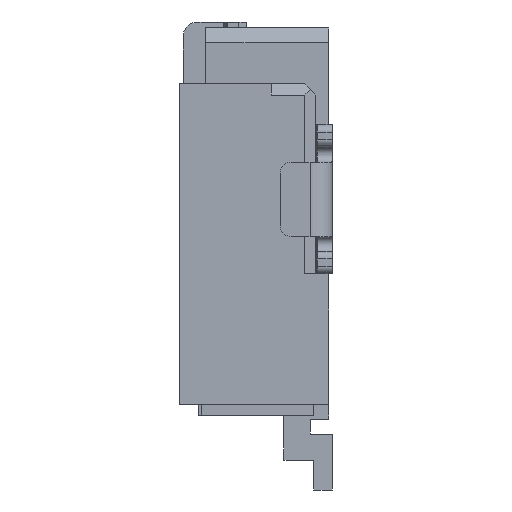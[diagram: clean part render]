
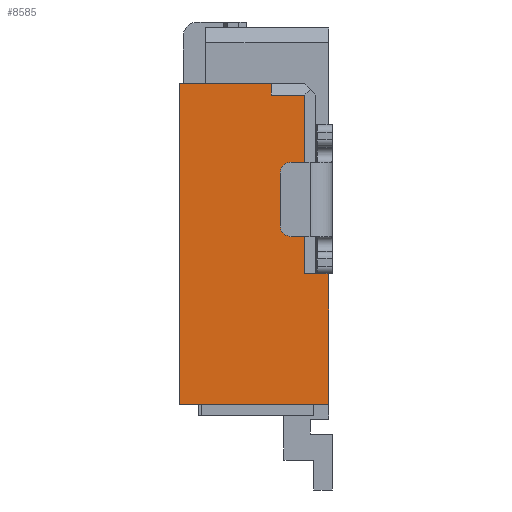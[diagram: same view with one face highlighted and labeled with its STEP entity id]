
A CAD part, left-side view. The second image highlights one B-rep face of the part: STEP entity #8585.
In plain terms, the highlighted planar face has unit normal (-1, 0, 0).
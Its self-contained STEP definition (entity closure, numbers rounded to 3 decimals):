
#4=DIRECTION('',(0.,-1.,0.));
#5=VECTOR('',#4,0.15);
#6=CARTESIAN_POINT('',(-3.65,-0.552,-3.38));
#7=LINE('',#6,#5);
#12=DIRECTION('',(0.,0.,-1.));
#13=VECTOR('',#12,1.75);
#14=CARTESIAN_POINT('',(-3.65,-0.702,-3.38));
#15=LINE('',#14,#13);
#19=DIRECTION('',(0.,1.,0.));
#20=VECTOR('',#19,2.);
#21=CARTESIAN_POINT('',(-3.65,-0.702,-5.13));
#22=LINE('',#21,#20);
#26=DIRECTION('',(0.,0.,1.));
#27=VECTOR('',#26,4.3);
#28=CARTESIAN_POINT('',(-3.65,1.298,-5.13));
#29=LINE('',#28,#27);
#33=DIRECTION('',(0.,-1.,0.));
#34=VECTOR('',#33,1.23);
#35=CARTESIAN_POINT('',(-3.65,1.298,-0.83));
#36=LINE('',#35,#34);
#40=DIRECTION('',(0.,0.,1.));
#41=VECTOR('',#40,0.15);
#42=CARTESIAN_POINT('',(-3.65,0.068,-0.98));
#43=LINE('',#42,#41);
#47=DIRECTION('',(0.,1.,0.));
#48=VECTOR('',#47,0.45);
#49=CARTESIAN_POINT('',(-3.65,-0.382,-0.98));
#50=LINE('',#49,#48);
#54=DIRECTION('',(0.,0.,1.));
#55=VECTOR('',#54,2.4);
#56=CARTESIAN_POINT('',(-3.65,-0.382,-3.38));
#57=LINE('',#56,#55);
#61=DIRECTION('',(0.,-1.,0.));
#62=VECTOR('',#61,0.17);
#63=CARTESIAN_POINT('',(-3.65,-0.382,-3.38));
#64=LINE('',#63,#62);
#7242=CARTESIAN_POINT('',(-3.65,-0.702,-5.13));
#7243=CARTESIAN_POINT('',(-3.65,1.298,-5.13));
#7244=VERTEX_POINT('',#7242);
#7245=VERTEX_POINT('',#7243);
#7246=CARTESIAN_POINT('',(-3.65,1.298,-0.83));
#7247=VERTEX_POINT('',#7246);
#7342=CARTESIAN_POINT('',(-3.65,-0.382,-3.38));
#7343=VERTEX_POINT('',#7342);
#7414=CARTESIAN_POINT('',(-3.65,0.068,-0.98));
#7415=CARTESIAN_POINT('',(-3.65,0.068,-0.83));
#7416=VERTEX_POINT('',#7414);
#7417=VERTEX_POINT('',#7415);
#7418=CARTESIAN_POINT('',(-3.65,-0.382,-0.98));
#7419=VERTEX_POINT('',#7418);
#7488=CARTESIAN_POINT('',(-3.65,-0.552,-3.38));
#7489=CARTESIAN_POINT('',(-3.65,-0.702,-3.38));
#7490=VERTEX_POINT('',#7488);
#7491=VERTEX_POINT('',#7489);
#8560=CARTESIAN_POINT('',(-3.65,0.,0.));
#8561=DIRECTION('',(1.,0.,0.));
#8562=DIRECTION('',(0.,0.,-1.));
#8563=AXIS2_PLACEMENT_3D('',#8560,#8561,#8562);
#8564=PLANE('',#8563);
#8566=ORIENTED_EDGE('',*,*,#8565,.T.);
#8568=ORIENTED_EDGE('',*,*,#8567,.T.);
#8570=ORIENTED_EDGE('',*,*,#8569,.T.);
#8572=ORIENTED_EDGE('',*,*,#8571,.T.);
#8574=ORIENTED_EDGE('',*,*,#8573,.T.);
#8576=ORIENTED_EDGE('',*,*,#8575,.F.);
#8578=ORIENTED_EDGE('',*,*,#8577,.F.);
#8580=ORIENTED_EDGE('',*,*,#8579,.F.);
#8582=ORIENTED_EDGE('',*,*,#8581,.T.);
#8583=EDGE_LOOP('',(#8566,#8568,#8570,#8572,#8574,#8576,#8578,#8580,#8582));
#8584=FACE_OUTER_BOUND('',#8583,.F.);
#8565=EDGE_CURVE('',#7490,#7491,#7,.T.);
#8567=EDGE_CURVE('',#7491,#7244,#15,.T.);
#8569=EDGE_CURVE('',#7244,#7245,#22,.T.);
#8571=EDGE_CURVE('',#7245,#7247,#29,.T.);
#8573=EDGE_CURVE('',#7247,#7417,#36,.T.);
#8575=EDGE_CURVE('',#7416,#7417,#43,.T.);
#8577=EDGE_CURVE('',#7419,#7416,#50,.T.);
#8579=EDGE_CURVE('',#7343,#7419,#57,.T.);
#8581=EDGE_CURVE('',#7343,#7490,#64,.T.);
#8585=ADVANCED_FACE('',(#8584),#8564,.F.);
